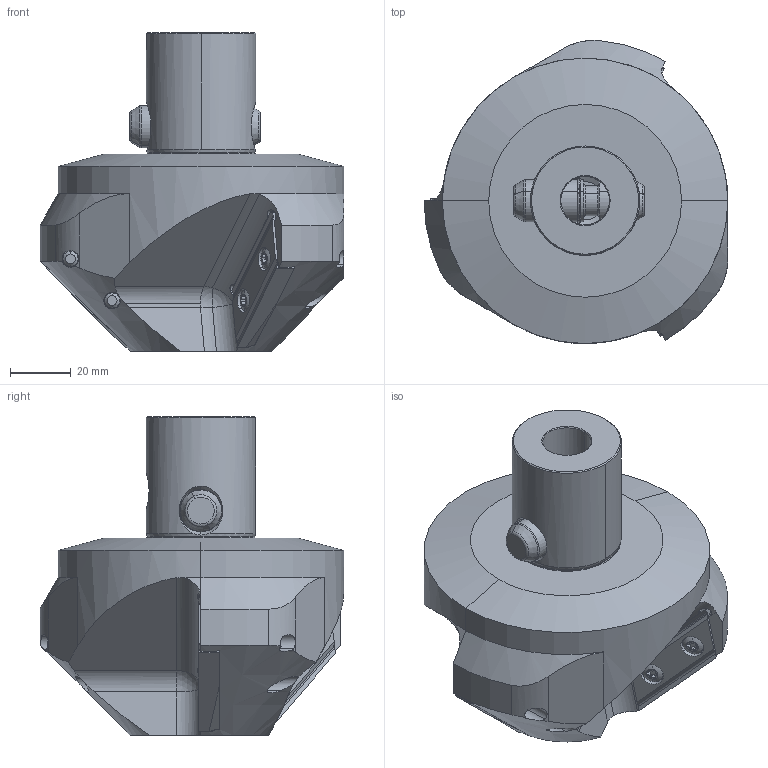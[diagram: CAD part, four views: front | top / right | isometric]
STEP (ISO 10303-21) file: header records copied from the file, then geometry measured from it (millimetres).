
FILE_DESCRIPTION(('no description'),'unknown implementation level');
FILE_NAME('4480B47C-2CCC-4D89-9A04-B770D3F5B715_export.stp',' ',('CIMSOURCE GmbH'),('CADClick - KiM GmbH - www.kimweb.de'),'unknown preprocess','ACIS','unknown authorization');
FILE_SCHEMA(('automotive_design'));
Length unit declared in the file: millimetre
Products named in the file (15): 335.024 Kaiser C 50100 X CK6|694.150 Kaiser ETL M5 X 13,3 T20 IP 10S_Standard;NONE; 335.024 Kaiser C 50100 X CK6|335.033 Kaiser CW 3115A_Standard;NONE; 335.024 Kaiser C 50100 X CK6|335.024 Kaiser C 50100 X CK6_Standard-3;NONE; 335.024 Kaiser C 50100 X CK6|335.024 Kaiser C 50100 X CK6_Standard-2;NONE; 335.024 Kaiser C 50100 X CK6|335.024 Kaiser C 50100 X CK6_Standard-1;NONE; 335.024 Kaiser C 50100 X CK6|335.024 Kaiser C 50100 X CK6_Standard;NONE; 335.024 Kaiser C 50100 X CK6|691.506 Kaiser ETL D14 X 43K_Standard|693.305 Sprengring_Standard;NONE; 335.024 Kaiser C 50100 X CK6|691.506 Kaiser ETL D14 X 43K_Standard|691.526 Mitnehmerbolzen_Standard;NONE
Bounding box: 100 x 99.87 x 105 mm (x, y, z)
Volume: 363915.2 mm3; surface area: 55317.1 mm2
Topology: 15 solids, 15 shells, 617 faces, 1547 edges, 952 vertices
Faces by surface type: cylinder 285, plane 177, cone 89, torus 62, sphere 4
Entity records: 37542 total; most frequent: CARTESIAN_POINT 5012, DIRECTION 3267, STYLED_ITEM 3128, PRESENTATION_STYLE_ASSIGNMENT 3128, COLOUR_RGB 3128, ORIENTED_EDGE 3088, EDGE_CURVE 1544, CURVE_STYLE 1544
